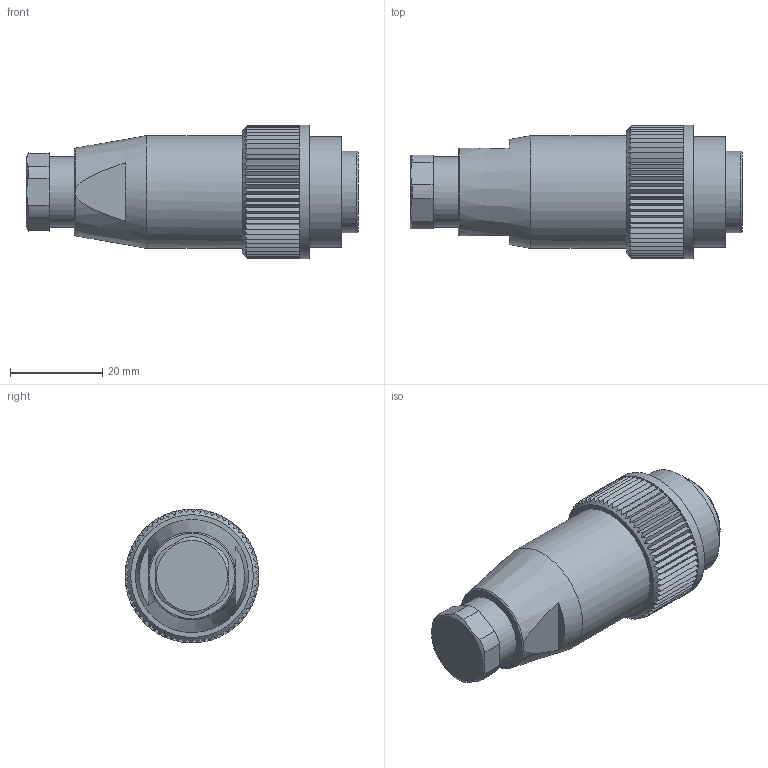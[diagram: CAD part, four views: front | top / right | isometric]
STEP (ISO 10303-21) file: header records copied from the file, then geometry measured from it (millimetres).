
FILE_DESCRIPTION(/* description */ (''),/* implementation_level */ '2;1');
FILE_NAME(/* name */ '99-0201-00-07_bg.stp',/* time_stamp */ '2010-04-23T10:53:59+02:00',/* author */ (''),/* organization */ (''),/* preprocessor_version */ 'ST-DEVELOPER v11',/* originating_system */ 'UGS - NX 5.0',/* authorisation */ '');
FILE_SCHEMA (('CONFIG_CONTROL_DESIGN'));
Length unit declared in the file: millimetre
Products named in the file (1): kborD9A3bg8g
Bounding box: 72 x 29 x 29 mm (x, y, z)
Volume: 27551.5 mm3; surface area: 8788 mm2
Topology: 1 solids, 1 shells, 265 faces, 695 edges, 457 vertices
Faces by surface type: plane 192, cylinder 50, cone 19, torus 3, sphere 1
Full cylindrical faces by diameter (mm): 1.7 x1, 2 x1, 2.6 x7, 3.05 x7, 3.3 x7, 3.8 x1, 3.9 x7, 13.7 x1, 15.2 x1, 17.6 x1, 24 x1, 24.5 x1, 29 x1
Entity records: 7747 total; most frequent: CARTESIAN_POINT 1785, ORIENTED_EDGE 1200, DIRECTION 1100, EDGE_CURVE 600, VERTEX_POINT 422, AXIS2_PLACEMENT_3D 374, LINE 352, VECTOR 352
